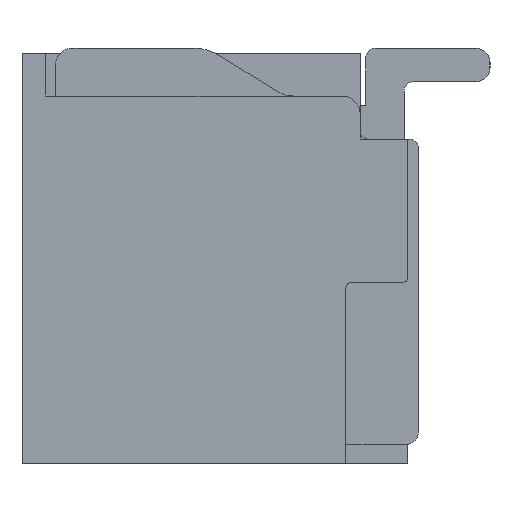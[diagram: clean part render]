
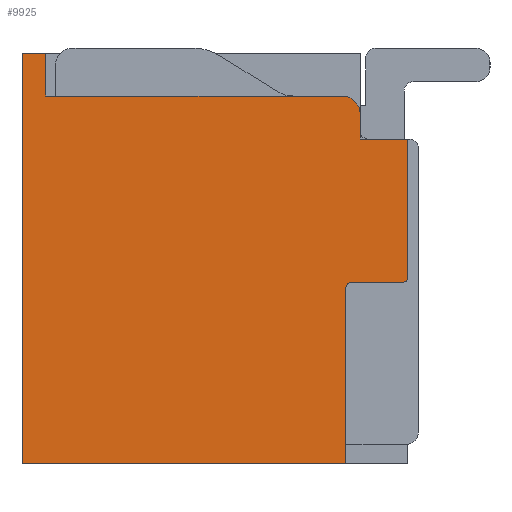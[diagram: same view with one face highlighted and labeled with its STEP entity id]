
A CAD part, left-side view. The second image highlights one B-rep face of the part: STEP entity #9925.
In plain terms, the highlighted planar face has unit normal (-1, 0, 0).
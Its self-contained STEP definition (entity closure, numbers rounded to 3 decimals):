
#35 = ORIENTED_EDGE ( 'NONE', *, *, #7968, .F. ) ;
#59 = VERTEX_POINT ( 'NONE', #17023 ) ;
#198 = DIRECTION ( 'NONE',  ( 0., 0., 1. ) ) ;
#340 = AXIS2_PLACEMENT_3D ( 'NONE', #10836, #9707, #198 ) ;
#370 = DIRECTION ( 'NONE',  ( 0., 1., 0. ) ) ;
#462 = LINE ( 'NONE', #1922, #5612 ) ;
#466 = ORIENTED_EDGE ( 'NONE', *, *, #15748, .F. ) ;
#513 = VERTEX_POINT ( 'NONE', #14383 ) ;
#668 = LINE ( 'NONE', #15291, #9694 ) ;
#1103 = CARTESIAN_POINT ( 'NONE',  ( -2.875, 0., -0.198 ) ) ;
#1154 = DIRECTION ( 'NONE',  ( 0., 0., 1. ) ) ;
#1353 = ORIENTED_EDGE ( 'NONE', *, *, #10760, .T. ) ;
#1833 = FACE_OUTER_BOUND ( 'NONE', #6737, .T. ) ;
#1922 = CARTESIAN_POINT ( 'NONE',  ( -2.875, 0., 1.25 ) ) ;
#2009 = ORIENTED_EDGE ( 'NONE', *, *, #12434, .T. ) ;
#2200 = DIRECTION ( 'NONE',  ( 0., 1., 0. ) ) ;
#2715 = ORIENTED_EDGE ( 'NONE', *, *, #5709, .F. ) ;
#2794 = ORIENTED_EDGE ( 'NONE', *, *, #4455, .T. ) ;
#3046 = CARTESIAN_POINT ( 'NONE',  ( -2.875, 0.688, 1.7 ) ) ;
#3143 = EDGE_CURVE ( 'NONE', #9927, #11842, #11939, .T. ) ;
#3466 = DIRECTION ( 'NONE',  ( 0., 1., 0. ) ) ;
#3686 = VERTEX_POINT ( 'NONE', #4395 ) ;
#3782 = DIRECTION ( 'NONE',  ( 0., -1., 0. ) ) ;
#4173 = EDGE_CURVE ( 'NONE', #4881, #3686, #15022, .T. ) ;
#4238 = AXIS2_PLACEMENT_3D ( 'NONE', #16741, #16825, #2200 ) ;
#4395 = CARTESIAN_POINT ( 'NONE',  ( -2.875, 0.59, -0.25 ) ) ;
#4455 = EDGE_CURVE ( 'NONE', #9927, #59, #9548, .T. ) ;
#4479 = VECTOR ( 'NONE', #15386, 1000. ) ;
#4674 = CARTESIAN_POINT ( 'NONE',  ( -2.875, 0.688, 1.7 ) ) ;
#4881 = VERTEX_POINT ( 'NONE', #6106 ) ;
#4973 = LINE ( 'NONE', #10088, #7027 ) ;
#5058 = DIRECTION ( 'NONE',  ( 0., 0., -1. ) ) ;
#5165 = DIRECTION ( 'NONE',  ( 1., 0., 0. ) ) ;
#5403 = ORIENTED_EDGE ( 'NONE', *, *, #16283, .T. ) ;
#5611 = EDGE_CURVE ( 'NONE', #17073, #7414, #5881, .T. ) ;
#5612 = VECTOR ( 'NONE', #5738, 1000. ) ;
#5636 = CARTESIAN_POINT ( 'NONE',  ( -2.875, 0.5, 1.512 ) ) ;
#5709 = EDGE_CURVE ( 'NONE', #11842, #513, #7517, .T. ) ;
#5725 = DIRECTION ( 'NONE',  ( -1., 0., 0. ) ) ;
#5738 = DIRECTION ( 'NONE',  ( 0., 1., 0. ) ) ;
#5881 = LINE ( 'NONE', #14809, #6121 ) ;
#5959 = ORIENTED_EDGE ( 'NONE', *, *, #5611, .F. ) ;
#6106 = CARTESIAN_POINT ( 'NONE',  ( -2.875, 0.65, -0.31 ) ) ;
#6121 = VECTOR ( 'NONE', #3466, 1000. ) ;
#6737 = EDGE_LOOP ( 'NONE', ( #2794, #35, #5403, #14744, #5959, #17059, #9733, #2009, #466, #1353, #13528, #2715, #14459 ) ) ;
#7027 = VECTOR ( 'NONE', #13014, 1000. ) ;
#7122 = CARTESIAN_POINT ( 'NONE',  ( -2.875, 4.04, 2.15 ) ) ;
#7414 = VERTEX_POINT ( 'NONE', #13995 ) ;
#7517 = LINE ( 'NONE', #12791, #11382 ) ;
#7968 = EDGE_CURVE ( 'NONE', #14324, #59, #9048, .T. ) ;
#7970 = VERTEX_POINT ( 'NONE', #8872 ) ;
#8391 = CIRCLE ( 'NONE', #12800, 0.052 ) ;
#8813 = LINE ( 'NONE', #1103, #4479 ) ;
#8872 = CARTESIAN_POINT ( 'NONE',  ( -2.875, 0., -0.198 ) ) ;
#9048 = LINE ( 'NONE', #14314, #13191 ) ;
#9282 = EDGE_CURVE ( 'NONE', #17073, #4881, #14319, .T. ) ;
#9365 = VECTOR ( 'NONE', #370, 1000. ) ;
#9548 = LINE ( 'NONE', #3046, #9365 ) ;
#9694 = VECTOR ( 'NONE', #1154, 1000. ) ;
#9707 = DIRECTION ( 'NONE',  ( 1., 0., 0. ) ) ;
#9733 = ORIENTED_EDGE ( 'NONE', *, *, #4173, .T. ) ;
#9925 = ADVANCED_FACE ( 'NONE', ( #1833 ), #12634, .T. ) ;
#9927 = VERTEX_POINT ( 'NONE', #4674 ) ;
#9955 = DIRECTION ( 'NONE',  ( 0., 0., 1. ) ) ;
#9958 = CARTESIAN_POINT ( 'NONE',  ( -2.875, 0.59, -0.25 ) ) ;
#10088 = CARTESIAN_POINT ( 'NONE',  ( -2.875, 3.79, 2.15 ) ) ;
#10597 = VECTOR ( 'NONE', #15331, 1000. ) ;
#10760 = EDGE_CURVE ( 'NONE', #7970, #13200, #8813, .T. ) ;
#10836 = CARTESIAN_POINT ( 'NONE',  ( -2.875, 0.688, 1.512 ) ) ;
#10972 = CARTESIAN_POINT ( 'NONE',  ( -2.875, 3.79, 2.15 ) ) ;
#11382 = VECTOR ( 'NONE', #11849, 1000. ) ;
#11502 = VECTOR ( 'NONE', #14143, 1000. ) ;
#11522 = EDGE_CURVE ( 'NONE', #13200, #513, #462, .T. ) ;
#11545 = VERTEX_POINT ( 'NONE', #7122 ) ;
#11547 = VERTEX_POINT ( 'NONE', #12385 ) ;
#11557 = CARTESIAN_POINT ( 'NONE',  ( -2.875, 0.65, -2.15 ) ) ;
#11842 = VERTEX_POINT ( 'NONE', #5636 ) ;
#11849 = DIRECTION ( 'NONE',  ( 0., 0., -1. ) ) ;
#11939 = CIRCLE ( 'NONE', #340, 0.188 ) ;
#12385 = CARTESIAN_POINT ( 'NONE',  ( -2.875, 0.052, -0.25 ) ) ;
#12434 = EDGE_CURVE ( 'NONE', #3686, #11547, #12715, .T. ) ;
#12634 = PLANE ( 'NONE',  #16890 ) ;
#12715 = LINE ( 'NONE', #9958, #10597 ) ;
#12791 = CARTESIAN_POINT ( 'NONE',  ( -2.875, 0.5, 1.512 ) ) ;
#12800 = AXIS2_PLACEMENT_3D ( 'NONE', #13024, #5165, #3782 ) ;
#13014 = DIRECTION ( 'NONE',  ( 0., 1., 0. ) ) ;
#13024 = CARTESIAN_POINT ( 'NONE',  ( -2.875, 0.052, -0.198 ) ) ;
#13186 = EDGE_CURVE ( 'NONE', #7414, #11545, #668, .T. ) ;
#13191 = VECTOR ( 'NONE', #5058, 1000. ) ;
#13200 = VERTEX_POINT ( 'NONE', #16587 ) ;
#13528 = ORIENTED_EDGE ( 'NONE', *, *, #11522, .T. ) ;
#13995 = CARTESIAN_POINT ( 'NONE',  ( -2.875, 4.04, -2.15 ) ) ;
#14143 = DIRECTION ( 'NONE',  ( 0., 0., 1. ) ) ;
#14314 = CARTESIAN_POINT ( 'NONE',  ( -2.875, 3.79, 2.15 ) ) ;
#14319 = LINE ( 'NONE', #11557, #11502 ) ;
#14324 = VERTEX_POINT ( 'NONE', #10972 ) ;
#14383 = CARTESIAN_POINT ( 'NONE',  ( -2.875, 0.5, 1.25 ) ) ;
#14459 = ORIENTED_EDGE ( 'NONE', *, *, #3143, .F. ) ;
#14744 = ORIENTED_EDGE ( 'NONE', *, *, #13186, .F. ) ;
#14809 = CARTESIAN_POINT ( 'NONE',  ( -2.875, 0.65, -2.15 ) ) ;
#15022 = CIRCLE ( 'NONE', #4238, 0.06 ) ;
#15230 = CARTESIAN_POINT ( 'NONE',  ( -2.875, 0., -2.15 ) ) ;
#15291 = CARTESIAN_POINT ( 'NONE',  ( -2.875, 4.04, -2.15 ) ) ;
#15331 = DIRECTION ( 'NONE',  ( 0., -1., 0. ) ) ;
#15386 = DIRECTION ( 'NONE',  ( 0., 0., 1. ) ) ;
#15748 = EDGE_CURVE ( 'NONE', #7970, #11547, #8391, .T. ) ;
#15822 = CARTESIAN_POINT ( 'NONE',  ( -2.875, 0.65, -2.15 ) ) ;
#16283 = EDGE_CURVE ( 'NONE', #14324, #11545, #4973, .T. ) ;
#16587 = CARTESIAN_POINT ( 'NONE',  ( -2.875, 0., 1.25 ) ) ;
#16741 = CARTESIAN_POINT ( 'NONE',  ( -2.875, 0.59, -0.31 ) ) ;
#16825 = DIRECTION ( 'NONE',  ( 1., 0., 0. ) ) ;
#16890 = AXIS2_PLACEMENT_3D ( 'NONE', #15230, #5725, #9955 ) ;
#17023 = CARTESIAN_POINT ( 'NONE',  ( -2.875, 3.79, 1.7 ) ) ;
#17059 = ORIENTED_EDGE ( 'NONE', *, *, #9282, .T. ) ;
#17073 = VERTEX_POINT ( 'NONE', #15822 ) ;
